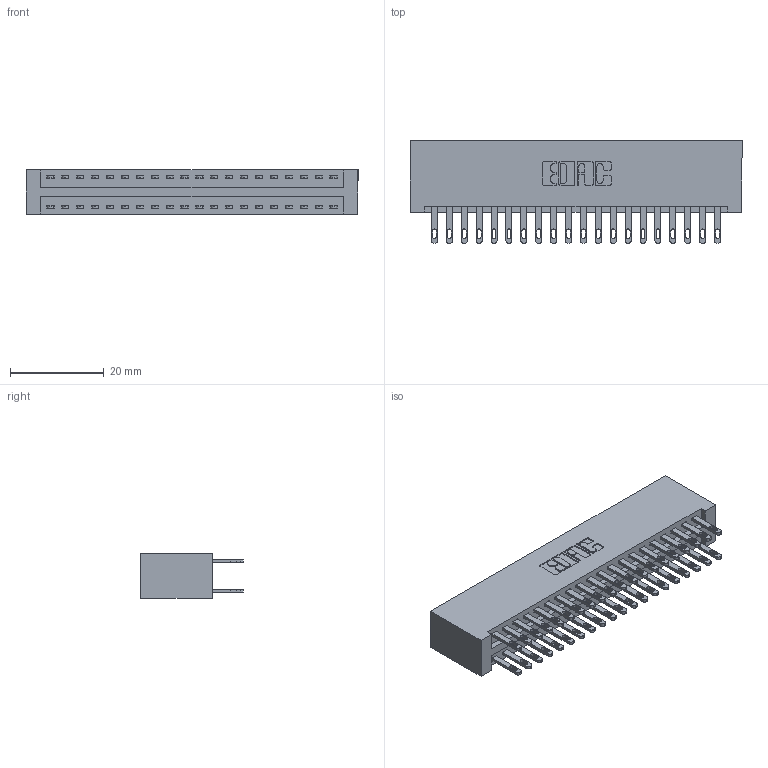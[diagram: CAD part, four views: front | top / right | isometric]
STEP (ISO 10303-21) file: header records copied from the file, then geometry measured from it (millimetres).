
FILE_DESCRIPTION (( 'STEP AP203' ), '1' );
FILE_NAME ('896-040-500-201.STEP', '2021-07-27T21:00:15', ( '' ), ( '' ), 'SwSTEP 2.0', 'SolidWorks 2020', '' );
FILE_SCHEMA (( 'CONFIG_CONTROL_DESIGN' ));
Length unit declared in the file: inch
Products named in the file (3): 896-040-500-201; 846 Part_No Mounting Lugs; 345-292-001_345-293-100
Assembly tree (41 placements, depth 2):
  896-040-500-201
    846 Part_No Mounting Lugs
    345-292-001_345-293-100  x40
Bounding box: 70.74 x 21.84 x 9.4 mm (x, y, z)
Volume: 7422.6 mm3; surface area: 10438.9 mm2
Topology: 41 solids, 41 shells, 2034 faces, 6185 edges, 4122 vertices
Faces by surface type: plane 1232, cylinder 802
Entity records: 15667 total; most frequent: CARTESIAN_POINT 2608, ORIENTED_EDGE 2542, DIRECTION 2347, EDGE_CURVE 1271, LINE 1063, VECTOR 1063, VERTEX_POINT 846, AXIS2_PLACEMENT_3D 642
